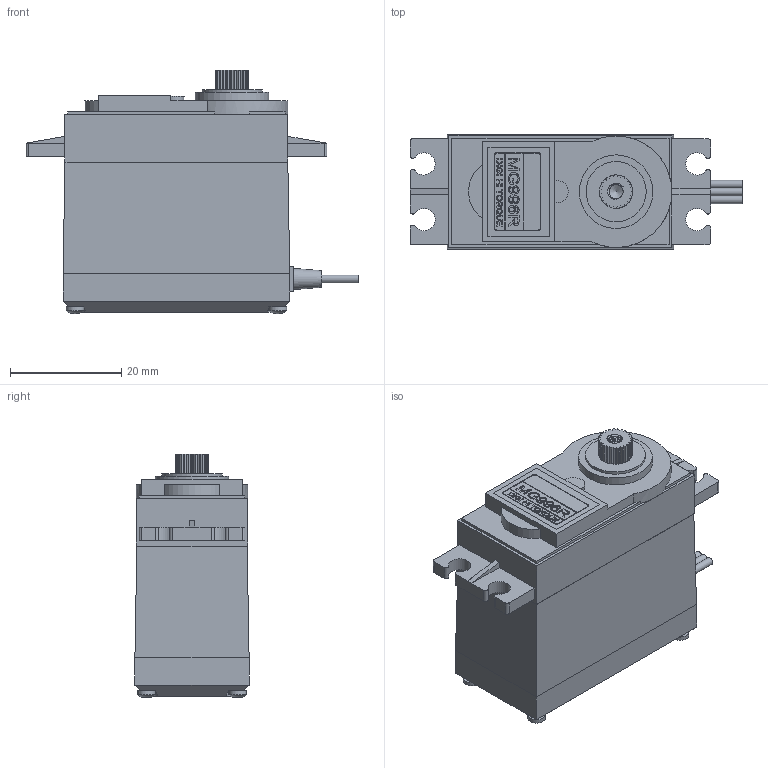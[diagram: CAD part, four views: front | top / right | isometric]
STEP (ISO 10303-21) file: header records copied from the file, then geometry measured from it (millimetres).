
FILE_DESCRIPTION(/* description */ ('FreeCAD Model'),/* implementation_level */ '2;1');
FILE_NAME(/* name */ 'ServoMotor.stp',/* time_stamp */ '2025-01-31T12:57:13-05:00',/* author */ ('sara_'),/* organization */ (''),/* preprocessor_version */ 'ST-DEVELOPER v19.2',/* originating_system */ 'Autodesk Inventor 2024',/* authorisation */ 'Unknown');
FILE_SCHEMA (('AUTOMOTIVE_DESIGN { 1 0 10303 214 3 1 1 }'));
Length unit declared in the file: millimetre
Products named in the file (1): Compound
Bounding box: 59.6 x 20.5 x 43.76 mm (x, y, z)
Volume: 31472.7 mm3; surface area: 8630.5 mm2
Topology: 11 solids, 11 shells, 792 faces, 2119 edges, 1390 vertices
Faces by surface type: plane 403, bspline 284, cylinder 76, cone 21, sphere 4, torus 4
Full cylindrical faces by diameter (mm): 1.4 x3, 1.6 x8, 2.52 x15, 3.2 x4, 6 x2, 10.8 x1, 13.2 x1
Entity records: 35500 total; most frequent: CARTESIAN_POINT 16885, ORIENTED_EDGE 4228, DIRECTION 2735, EDGE_CURVE 2114, VERTEX_POINT 1390, LINE 1153, VECTOR 1153, EDGE_LOOP 838
